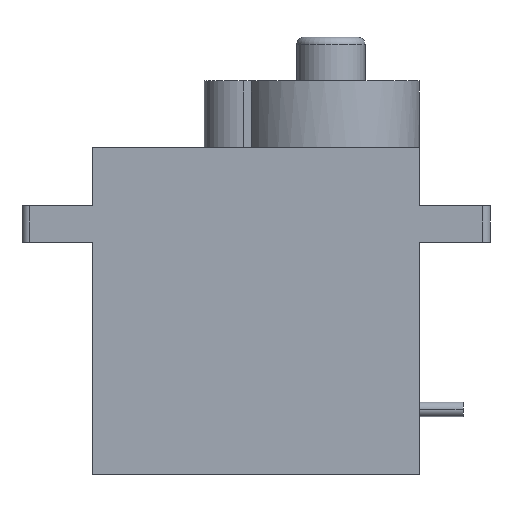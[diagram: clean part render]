
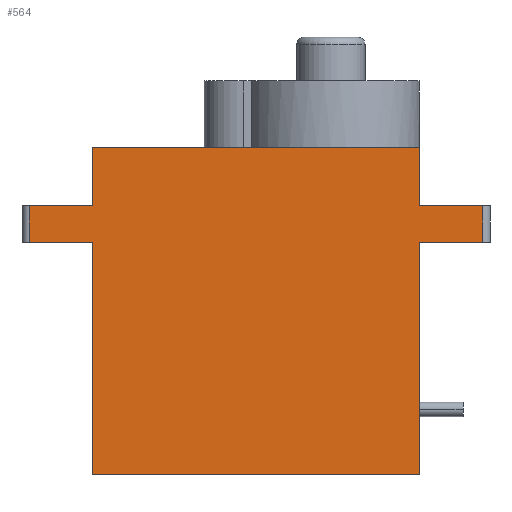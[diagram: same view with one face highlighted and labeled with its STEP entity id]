
A CAD part, front view. The second image highlights one B-rep face of the part: STEP entity #564.
In plain terms, the highlighted planar face has unit normal (0, -1, 0).
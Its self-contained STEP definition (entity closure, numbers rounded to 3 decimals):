
#248=CARTESIAN_POINT('Line Origine',(11.25,-6.1,8.)) ;
#252=CARTESIAN_POINT('Vertex',(11.25,-6.1,0.)) ;
#254=CARTESIAN_POINT('Vertex',(11.25,-6.1,16.)) ;
#306=CARTESIAN_POINT('Vertex',(15.6,-6.1,18.5)) ;
#309=CARTESIAN_POINT('Line Origine',(15.6,-6.1,11.25)) ;
#313=CARTESIAN_POINT('Vertex',(15.6,-6.1,16.)) ;
#340=CARTESIAN_POINT('Line Origine',(13.425,-6.1,16.)) ;
#462=CARTESIAN_POINT('Vertex',(11.25,-6.1,18.5)) ;
#465=CARTESIAN_POINT('Line Origine',(13.425,-6.1,18.5)) ;
#483=CARTESIAN_POINT('Axis2P3D Location',(11.25,-6.1,0.)) ;
#488=CARTESIAN_POINT('Line Origine',(11.25,-6.1,20.5)) ;
#492=CARTESIAN_POINT('Vertex',(11.25,-6.1,22.5)) ;
#495=CARTESIAN_POINT('Line Origine',(8.2,-6.1,22.5)) ;
#499=CARTESIAN_POINT('Vertex',(5.15,-6.1,22.5)) ;
#502=CARTESIAN_POINT('Line Origine',(-3.05,-6.1,22.5)) ;
#506=CARTESIAN_POINT('Vertex',(-11.25,-6.1,22.5)) ;
#509=CARTESIAN_POINT('Line Origine',(-11.25,-6.1,20.5)) ;
#513=CARTESIAN_POINT('Vertex',(-11.25,-6.1,18.5)) ;
#516=CARTESIAN_POINT('Line Origine',(-13.425,-6.1,18.5)) ;
#520=CARTESIAN_POINT('Vertex',(-15.6,-6.1,18.5)) ;
#523=CARTESIAN_POINT('Line Origine',(-15.6,-6.1,17.25)) ;
#527=CARTESIAN_POINT('Vertex',(-15.6,-6.1,16.)) ;
#530=CARTESIAN_POINT('Line Origine',(-13.425,-6.1,16.)) ;
#534=CARTESIAN_POINT('Vertex',(-11.25,-6.1,16.)) ;
#537=CARTESIAN_POINT('Line Origine',(-11.25,-6.1,8.)) ;
#541=CARTESIAN_POINT('Vertex',(-11.25,-6.1,0.)) ;
#544=CARTESIAN_POINT('Line Origine',(0.,-6.1,0.)) ;
#249=DIRECTION('Vector Direction',(0.,0.,1.)) ;
#310=DIRECTION('Vector Direction',(0.,0.,1.)) ;
#341=DIRECTION('Vector Direction',(-1.,0.,0.)) ;
#466=DIRECTION('Vector Direction',(-1.,0.,0.)) ;
#484=DIRECTION('Axis2P3D Direction',(0.,1.,-0.)) ;
#485=DIRECTION('Axis2P3D XDirection',(-1.,0.,0.)) ;
#489=DIRECTION('Vector Direction',(0.,0.,1.)) ;
#496=DIRECTION('Vector Direction',(1.,0.,0.)) ;
#503=DIRECTION('Vector Direction',(1.,0.,0.)) ;
#510=DIRECTION('Vector Direction',(0.,0.,1.)) ;
#517=DIRECTION('Vector Direction',(1.,0.,0.)) ;
#524=DIRECTION('Vector Direction',(0.,0.,1.)) ;
#531=DIRECTION('Vector Direction',(1.,0.,0.)) ;
#538=DIRECTION('Vector Direction',(0.,0.,1.)) ;
#545=DIRECTION('Vector Direction',(-1.,0.,0.)) ;
#486=AXIS2_PLACEMENT_3D('Plane Axis2P3D',#483,#484,#485) ;
#550=ORIENTED_EDGE('',*,*,#315,.T.) ;
#551=ORIENTED_EDGE('',*,*,#469,.F.) ;
#552=ORIENTED_EDGE('',*,*,#494,.T.) ;
#553=ORIENTED_EDGE('',*,*,#501,.F.) ;
#554=ORIENTED_EDGE('',*,*,#508,.F.) ;
#555=ORIENTED_EDGE('',*,*,#515,.F.) ;
#556=ORIENTED_EDGE('',*,*,#522,.F.) ;
#557=ORIENTED_EDGE('',*,*,#529,.F.) ;
#558=ORIENTED_EDGE('',*,*,#536,.T.) ;
#559=ORIENTED_EDGE('',*,*,#543,.F.) ;
#560=ORIENTED_EDGE('',*,*,#548,.T.) ;
#561=ORIENTED_EDGE('',*,*,#256,.T.) ;
#562=ORIENTED_EDGE('',*,*,#344,.T.) ;
#250=VECTOR('Line Direction',#249,1.) ;
#311=VECTOR('Line Direction',#310,1.) ;
#342=VECTOR('Line Direction',#341,1.) ;
#467=VECTOR('Line Direction',#466,1.) ;
#490=VECTOR('Line Direction',#489,1.) ;
#497=VECTOR('Line Direction',#496,1.) ;
#504=VECTOR('Line Direction',#503,1.) ;
#511=VECTOR('Line Direction',#510,1.) ;
#518=VECTOR('Line Direction',#517,1.) ;
#525=VECTOR('Line Direction',#524,1.) ;
#532=VECTOR('Line Direction',#531,1.) ;
#539=VECTOR('Line Direction',#538,1.) ;
#546=VECTOR('Line Direction',#545,1.) ;
#564=ADVANCED_FACE('Corps principal',(#563),#487,.F.) ;
#256=EDGE_CURVE('',#253,#255,#251,.T.) ;
#315=EDGE_CURVE('',#314,#307,#312,.T.) ;
#344=EDGE_CURVE('',#255,#314,#343,.F.) ;
#469=EDGE_CURVE('',#463,#307,#468,.F.) ;
#494=EDGE_CURVE('',#463,#493,#491,.T.) ;
#501=EDGE_CURVE('',#500,#493,#498,.T.) ;
#508=EDGE_CURVE('',#507,#500,#505,.T.) ;
#515=EDGE_CURVE('',#514,#507,#512,.T.) ;
#522=EDGE_CURVE('',#521,#514,#519,.T.) ;
#529=EDGE_CURVE('',#528,#521,#526,.T.) ;
#536=EDGE_CURVE('',#528,#535,#533,.T.) ;
#543=EDGE_CURVE('',#542,#535,#540,.T.) ;
#548=EDGE_CURVE('',#542,#253,#547,.F.) ;
#549=EDGE_LOOP('',(#550,#551,#552,#553,#554,#555,#556,#557,#558,#559,#560,#561,#562)) ;
#563=FACE_OUTER_BOUND('',#549,.T.) ;
#251=LINE('Line',#248,#250) ;
#312=LINE('Line',#309,#311) ;
#343=LINE('Line',#340,#342) ;
#468=LINE('Line',#465,#467) ;
#491=LINE('Line',#488,#490) ;
#498=LINE('Line',#495,#497) ;
#505=LINE('Line',#502,#504) ;
#512=LINE('Line',#509,#511) ;
#519=LINE('Line',#516,#518) ;
#526=LINE('Line',#523,#525) ;
#533=LINE('Line',#530,#532) ;
#540=LINE('Line',#537,#539) ;
#547=LINE('Line',#544,#546) ;
#487=PLANE('Plane',#486) ;
#253=VERTEX_POINT('',#252) ;
#255=VERTEX_POINT('',#254) ;
#307=VERTEX_POINT('',#306) ;
#314=VERTEX_POINT('',#313) ;
#463=VERTEX_POINT('',#462) ;
#493=VERTEX_POINT('',#492) ;
#500=VERTEX_POINT('',#499) ;
#507=VERTEX_POINT('',#506) ;
#514=VERTEX_POINT('',#513) ;
#521=VERTEX_POINT('',#520) ;
#528=VERTEX_POINT('',#527) ;
#535=VERTEX_POINT('',#534) ;
#542=VERTEX_POINT('',#541) ;
